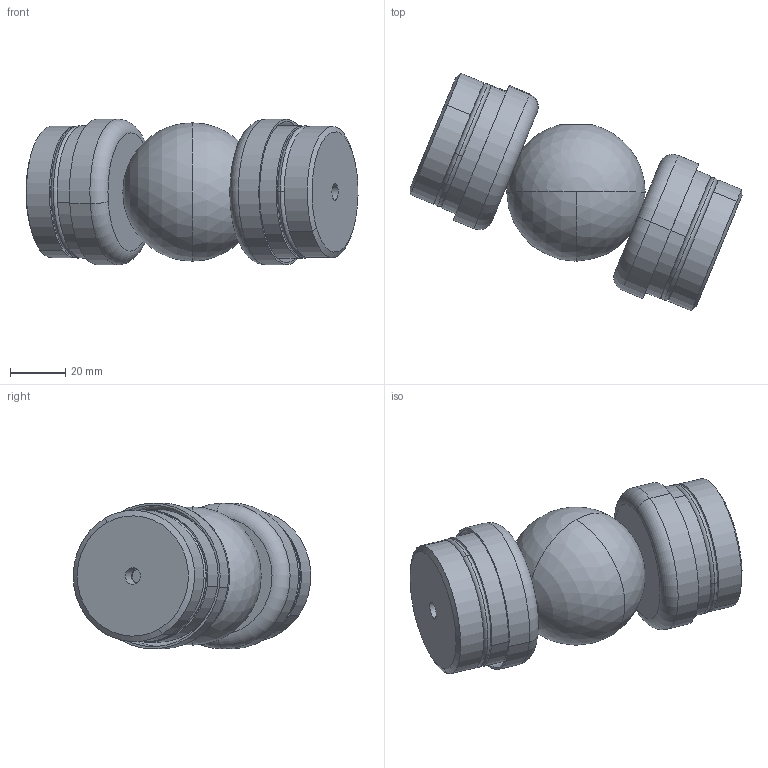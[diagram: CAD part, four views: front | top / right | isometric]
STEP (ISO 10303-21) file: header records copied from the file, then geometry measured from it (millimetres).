
FILE_DESCRIPTION (( 'STEP AP214' ), '1' );
FILE_NAME ('àðò. KRT730.STEP', '2014-07-19T08:19:40', ( '' ), ( '' ), 'SwSTEP 2.0', 'SolidWorks 2014', '' );
FILE_SCHEMA (( 'AUTOMOTIVE_DESIGN' ));
Length unit declared in the file: millimetre
Products named in the file (10): àðò. KRT730.005; àðò. KRT730.002; àðò. KRT730.001; socket countersunk head screw_am_B18.3.5M - 6 x 1.0 x 40 Socket FCHS  -- 40N; àðò. KRT730; àðò. KRT730.01; àðò. KRT730.004; socket head cap screw_am_B18.3.1M - 6 x 1.0 x 30 Hex SHCS -- 30NHX; àðò. KRT730.003; àðò. KRT730.006
Assembly tree (11 placements, depth 3):
  àðò. KRT730
    àðò. KRT730.001
    àðò. KRT730.002
    àðò. KRT730.01  x2
      àðò. KRT730.003
      àðò. KRT730.004
      àðò. KRT730.005
      àðò. KRT730.006
    socket countersunk head screw_am_B18.3.5M - 6 x 1.0 x 40 Socket FCHS  -- 40N
    socket head cap screw_am_B18.3.1M - 6 x 1.0 x 30 Hex SHCS -- 30NHX  x2
Bounding box: 120 x 85.88 x 52.7 mm (x, y, z)
Volume: 115820.7 mm3; surface area: 64238.1 mm2
Topology: 13 solids, 13 shells, 213 faces, 463 edges, 273 vertices
Faces by surface type: plane 69, cylinder 66, cone 36, torus 34, sphere 8
Entity records: 4326 total; most frequent: DIRECTION 804, CARTESIAN_POINT 653, ORIENTED_EDGE 610, AXIS2_PLACEMENT_3D 343, EDGE_CURVE 305, CIRCLE 185, VERTEX_POINT 184, EDGE_LOOP 163
